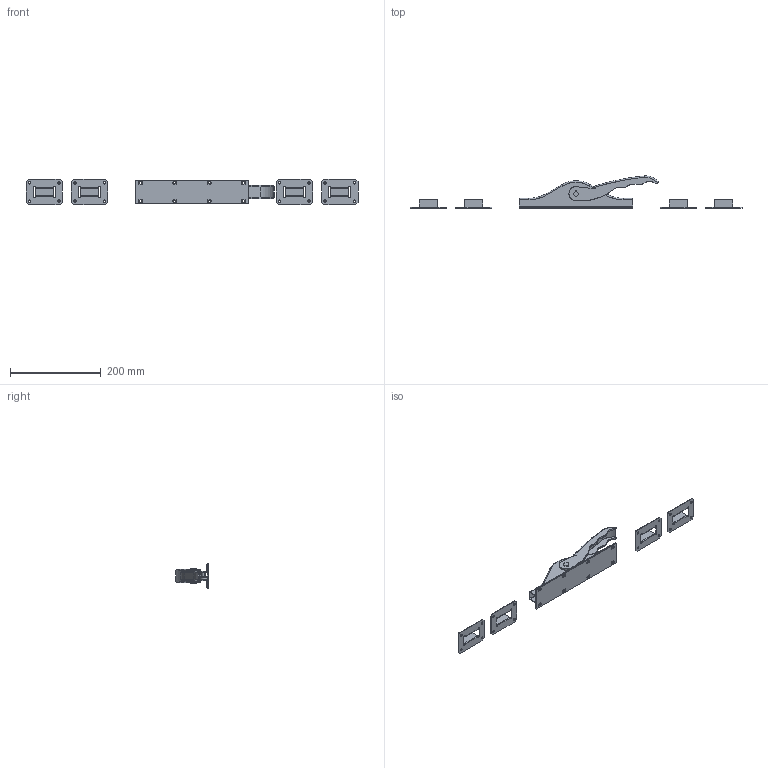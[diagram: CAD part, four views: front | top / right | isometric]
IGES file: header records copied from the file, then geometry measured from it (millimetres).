
Start section: SolidWorks IGES file using analytic representation for surfaces
Global section: file name: A-387N-1.IGS,15; native system: HSolidWorks 2014; preprocessor: SolidWorks 2014; author: 1337yo; date: 181120.095446; units: millimetre
Bounding box: 730 x 70.86 x 56 mm (x, y, z)
Surface area: 173527.3 mm2 (no closed solid volume)
Topology: 0 solids, 0 shells, 463 faces, 7156 edges, 7156 vertices
Faces by surface type: revolution 242, bspline 221
